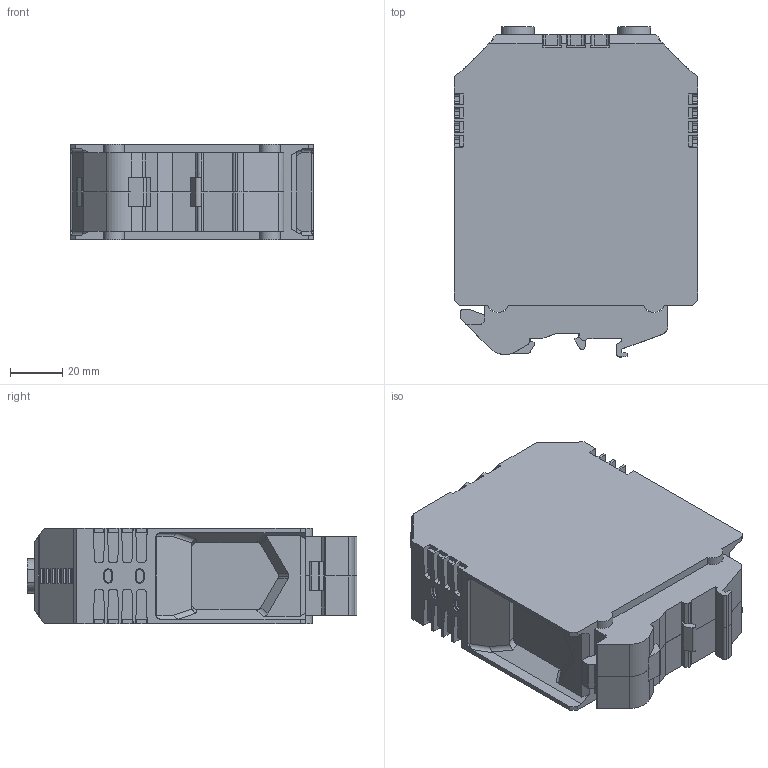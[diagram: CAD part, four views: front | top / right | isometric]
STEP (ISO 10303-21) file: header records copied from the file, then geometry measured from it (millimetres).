
FILE_DESCRIPTION(/* description */ (''),/* implementation_level */ '2;1');
FILE_NAME(/* name */ '1126_RK_240.stp',/* time_stamp */ '2022-01-29T11:37:09+01:00',/* author */ (''),/* organization */ (''),/* preprocessor_version */ 'ST-DEVELOPER v16.7',/* originating_system */ 'SIEMENS PLM Software NX 12.0',/* authorisation */ '');
FILE_SCHEMA (('AUTOMOTIVE_DESIGN { 1 0 10303 214 3 1 1 1 }'));
Length unit declared in the file: millimetre
Products named in the file (1): 1126_RK_240
Bounding box: 93 x 126 x 36.3 mm (x, y, z)
Volume: 333921 mm3; surface area: 46576.5 mm2
Topology: 3 solids, 3 shells, 715 faces, 2005 edges, 1317 vertices
Faces by surface type: plane 480, cylinder 188, extrusion 27, cone 10, torus 10
Full cylindrical faces by diameter (mm): 2.75 x2, 10 x2
Entity records: 23268 total; most frequent: CARTESIAN_POINT 4291, ORIENTED_EDGE 4010, DIRECTION 3833, EDGE_CURVE 2005, VECTOR 1563, LINE 1536, VERTEX_POINT 1317, AXIS2_PLACEMENT_3D 1135
